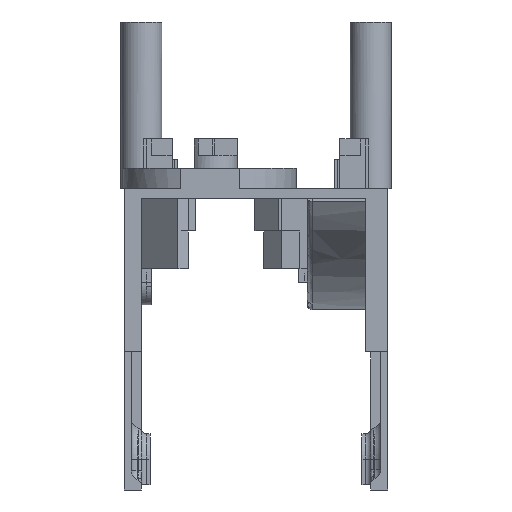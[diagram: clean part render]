
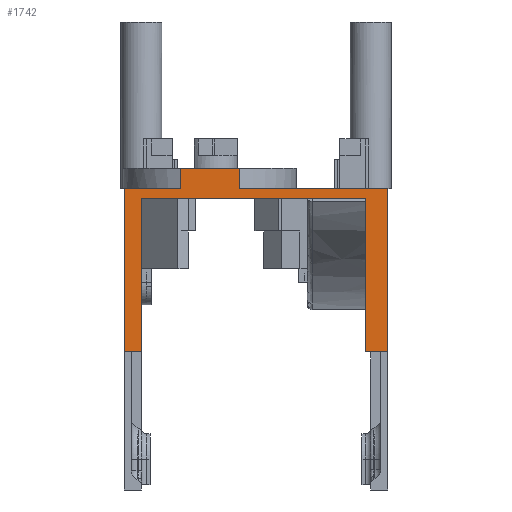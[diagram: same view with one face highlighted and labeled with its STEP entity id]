
A CAD part, front view. The second image highlights one B-rep face of the part: STEP entity #1742.
In plain terms, the highlighted planar face has unit normal (0, -1, 0).
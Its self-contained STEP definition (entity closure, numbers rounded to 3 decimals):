
#1742=ADVANCED_FACE('',(#3066),#2298,.F.);
#2298=PLANE('',#16959);
#3066=FACE_OUTER_BOUND('',#3937,.T.);
#3937=EDGE_LOOP('',(#7895,#7896,#7897,#7898,#7899,#7900,#7901,#7902,#7903,
#7904,#7905,#7906));
#7895=ORIENTED_EDGE('',*,*,#12020,.F.);
#7896=ORIENTED_EDGE('',*,*,#11872,.F.);
#7897=ORIENTED_EDGE('',*,*,#11781,.F.);
#7898=ORIENTED_EDGE('',*,*,#11793,.T.);
#7899=ORIENTED_EDGE('',*,*,#11779,.F.);
#7900=ORIENTED_EDGE('',*,*,#11783,.F.);
#7901=ORIENTED_EDGE('',*,*,#11888,.T.);
#7902=ORIENTED_EDGE('',*,*,#11791,.T.);
#7903=ORIENTED_EDGE('',*,*,#12222,.F.);
#7904=ORIENTED_EDGE('',*,*,#12223,.T.);
#7905=ORIENTED_EDGE('',*,*,#12220,.T.);
#7906=ORIENTED_EDGE('',*,*,#11785,.F.);
#9795=VERTEX_POINT('',#26689);
#9796=VERTEX_POINT('',#26691);
#9797=VERTEX_POINT('',#26693);
#9798=VERTEX_POINT('',#26695);
#9799=VERTEX_POINT('',#26699);
#9800=VERTEX_POINT('',#26703);
#9801=VERTEX_POINT('',#26705);
#9803=VERTEX_POINT('',#26711);
#9805=VERTEX_POINT('',#26715);
#9863=VERTEX_POINT('',#26877);
#10072=VERTEX_POINT('',#28029);
#10073=VERTEX_POINT('',#28033);
#11779=EDGE_CURVE('',#9796,#9797,#13525,.T.);
#11781=EDGE_CURVE('',#9798,#9795,#13526,.T.);
#11783=EDGE_CURVE('',#9799,#9796,#13528,.T.);
#11785=EDGE_CURVE('',#9800,#9801,#13530,.T.);
#11791=EDGE_CURVE('',#9803,#9805,#13536,.T.);
#11793=EDGE_CURVE('',#9798,#9797,#13537,.T.);
#11872=EDGE_CURVE('',#9795,#9863,#13600,.T.);
#11888=EDGE_CURVE('',#9799,#9803,#13612,.T.);
#12020=EDGE_CURVE('',#9863,#9800,#13727,.T.);
#12220=EDGE_CURVE('',#10072,#9801,#13921,.T.);
#12222=EDGE_CURVE('',#10073,#9805,#13923,.T.);
#12223=EDGE_CURVE('',#10073,#10072,#13924,.T.);
#13525=LINE('',#26692,#15151);
#13526=LINE('',#26696,#15152);
#13528=LINE('',#26700,#15154);
#13530=LINE('',#26704,#15156);
#13536=LINE('',#26716,#15162);
#13537=LINE('',#26720,#15163);
#13600=LINE('',#26876,#15226);
#13612=LINE('',#26904,#15238);
#13727=LINE('',#27586,#15356);
#13921=LINE('',#28028,#15550);
#13923=LINE('',#28032,#15552);
#13924=LINE('',#28034,#15553);
#15151=VECTOR('',#20066,1.);
#15152=VECTOR('',#20069,1.);
#15154=VECTOR('',#20073,1.);
#15156=VECTOR('',#20077,1.);
#15162=VECTOR('',#20085,1.);
#15163=VECTOR('',#20090,1.);
#15226=VECTOR('',#20227,1.);
#15238=VECTOR('',#20255,1.);
#15356=VECTOR('',#20459,1.);
#15550=VECTOR('',#20849,1.);
#15552=VECTOR('',#20853,1.);
#15553=VECTOR('',#20854,1.);
#16959=AXIS2_PLACEMENT_3D('',#28035,#20855,#20856);
#20066=DIRECTION('',(0.,0.,1.));
#20069=DIRECTION('',(0.,0.,-1.));
#20073=DIRECTION('',(1.,0.,0.));
#20077=DIRECTION('',(-1.,0.,0.));
#20085=DIRECTION('',(1.,0.,0.));
#20090=DIRECTION('',(-1.,0.,0.));
#20227=DIRECTION('',(1.,0.,0.));
#20255=DIRECTION('',(0.,0.,-1.));
#20459=DIRECTION('',(0.,0.,-1.));
#20849=DIRECTION('',(0.,0.,-1.));
#20853=DIRECTION('',(0.,0.,-1.));
#20854=DIRECTION('',(1.,0.,0.));
#20855=DIRECTION('',(0.,1.,0.));
#20856=DIRECTION('',(-1.,0.,0.));
#26689=CARTESIAN_POINT('',(-1.628,-132.5,155.47));
#26691=CARTESIAN_POINT('',(-7.372,-132.5,155.47));
#26692=CARTESIAN_POINT('',(-7.372,-132.5,156.47));
#26693=CARTESIAN_POINT('',(-7.372,-132.5,157.47));
#26695=CARTESIAN_POINT('',(-1.628,-132.5,157.47));
#26696=CARTESIAN_POINT('',(-1.628,-132.5,157.47));
#26699=CARTESIAN_POINT('',(-12.9,-132.5,155.47));
#26700=CARTESIAN_POINT('',(-10.136,-132.5,155.47));
#26703=CARTESIAN_POINT('',(12.9,-132.5,139.5));
#26704=CARTESIAN_POINT('',(11.8,-132.5,139.5));
#26705=CARTESIAN_POINT('',(10.7,-132.5,139.5));
#26711=CARTESIAN_POINT('',(-12.9,-132.5,139.5));
#26715=CARTESIAN_POINT('',(-11.2,-132.5,139.5));
#26716=CARTESIAN_POINT('',(-12.05,-132.5,139.5));
#26720=CARTESIAN_POINT('',(-4.5,-132.5,157.47));
#26876=CARTESIAN_POINT('',(5.636,-132.5,155.47));
#26877=CARTESIAN_POINT('',(12.9,-132.5,155.47));
#26904=CARTESIAN_POINT('',(-12.9,-132.5,147.485));
#27586=CARTESIAN_POINT('',(12.9,-132.5,147.485));
#28028=CARTESIAN_POINT('',(10.7,-132.5,146.985));
#28029=CARTESIAN_POINT('',(10.7,-132.5,154.47));
#28032=CARTESIAN_POINT('',(-11.2,-132.5,146.985));
#28033=CARTESIAN_POINT('',(-11.2,-132.5,154.47));
#28034=CARTESIAN_POINT('',(-0.25,-132.5,154.47));
#28035=CARTESIAN_POINT('',(63.8,-132.5,-8.226));
